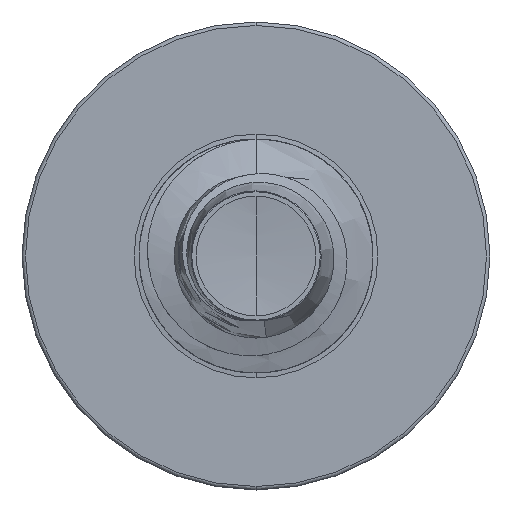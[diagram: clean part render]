
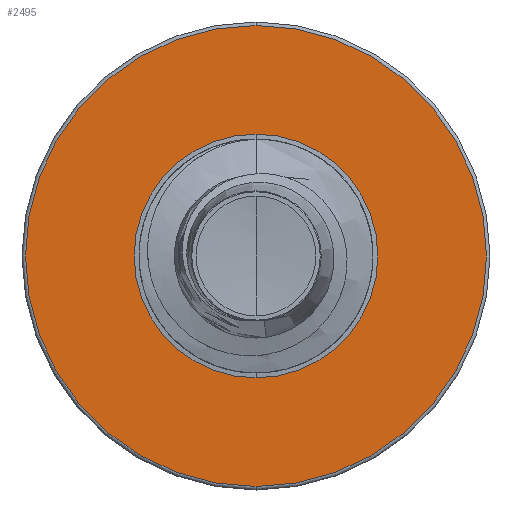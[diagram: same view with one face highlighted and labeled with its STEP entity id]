
A CAD part, front view. The second image highlights one B-rep face of the part: STEP entity #2495.
In plain terms, the highlighted planar face has unit normal (0, -1, 0).
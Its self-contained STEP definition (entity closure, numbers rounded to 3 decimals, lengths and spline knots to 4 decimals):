
#7 = DIRECTION ( 'NONE',  ( 0., 1., 0. ) ) ;
#760 = CARTESIAN_POINT ( 'NONE',  ( 0., 15., -1.5624 ) ) ;
#848 = FACE_OUTER_BOUND ( 'NONE', #4502, .T. ) ;
#1280 = DIRECTION ( 'NONE',  ( 0., 0., 1. ) ) ;
#1513 = CARTESIAN_POINT ( 'NONE',  ( 0., 15., 2.955 ) ) ;
#1718 = FACE_BOUND ( 'NONE', #24111, .T. ) ;
#2495 = ADVANCED_FACE ( 'NONE', ( #848, #1718 ), #11353, .F. ) ;
#4107 = EDGE_CURVE ( 'NONE', #25619, #21958, #12947, .T. ) ;
#4502 = EDGE_LOOP ( 'NONE', ( #13088, #18902 ) ) ;
#5378 = CARTESIAN_POINT ( 'NONE',  ( 0., 15., -2.955 ) ) ;
#6096 = VERTEX_POINT ( 'NONE', #5378 ) ;
#6479 = DIRECTION ( 'NONE',  ( 0., 1., 0. ) ) ;
#7088 = ORIENTED_EDGE ( 'NONE', *, *, #11269, .T. ) ;
#9554 = EDGE_CURVE ( 'NONE', #6096, #11656, #26708, .T. ) ;
#11269 = EDGE_CURVE ( 'NONE', #21958, #25619, #17052, .T. ) ;
#11353 = PLANE ( 'NONE',  #14298 ) ;
#11656 = VERTEX_POINT ( 'NONE', #1513 ) ;
#12947 = CIRCLE ( 'NONE', #20272, 1.5624 ) ;
#13088 = ORIENTED_EDGE ( 'NONE', *, *, #21717, .F. ) ;
#13841 = ORIENTED_EDGE ( 'NONE', *, *, #4107, .T. ) ;
#14298 = AXIS2_PLACEMENT_3D ( 'NONE', #17142, #17080, #16990 ) ;
#14963 = AXIS2_PLACEMENT_3D ( 'NONE', #15570, #7, #17746 ) ;
#15088 = AXIS2_PLACEMENT_3D ( 'NONE', #20352, #6479, #22081 ) ;
#15570 = CARTESIAN_POINT ( 'NONE',  ( 0., 15., 0. ) ) ;
#16551 = DIRECTION ( 'NONE',  ( 0., 1., 0. ) ) ;
#16990 = DIRECTION ( 'NONE',  ( 0., 0., 1. ) ) ;
#17052 = CIRCLE ( 'NONE', #25120, 1.5624 ) ;
#17080 = DIRECTION ( 'NONE',  ( 0., 1., 0. ) ) ;
#17142 = CARTESIAN_POINT ( 'NONE',  ( 0., 15., -1.5624 ) ) ;
#17746 = DIRECTION ( 'NONE',  ( 0., 0., 1. ) ) ;
#18902 = ORIENTED_EDGE ( 'NONE', *, *, #9554, .F. ) ;
#19426 = DIRECTION ( 'NONE',  ( 0., 0., 1. ) ) ;
#19455 = DIRECTION ( 'NONE',  ( 0., 1., 0. ) ) ;
#19461 = CARTESIAN_POINT ( 'NONE',  ( 0., 15., 0. ) ) ;
#20272 = AXIS2_PLACEMENT_3D ( 'NONE', #19461, #19455, #19426 ) ;
#20352 = CARTESIAN_POINT ( 'NONE',  ( 0., 15., 0. ) ) ;
#21717 = EDGE_CURVE ( 'NONE', #11656, #6096, #23786, .T. ) ;
#21958 = VERTEX_POINT ( 'NONE', #25112 ) ;
#22081 = DIRECTION ( 'NONE',  ( 0., 0., 1. ) ) ;
#23786 = CIRCLE ( 'NONE', #14963, 2.955 ) ;
#24111 = EDGE_LOOP ( 'NONE', ( #7088, #13841 ) ) ;
#25112 = CARTESIAN_POINT ( 'NONE',  ( 0., 15., 1.5624 ) ) ;
#25120 = AXIS2_PLACEMENT_3D ( 'NONE', #27104, #16551, #1280 ) ;
#25619 = VERTEX_POINT ( 'NONE', #760 ) ;
#26708 = CIRCLE ( 'NONE', #15088, 2.955 ) ;
#27104 = CARTESIAN_POINT ( 'NONE',  ( 0., 15., 0. ) ) ;
